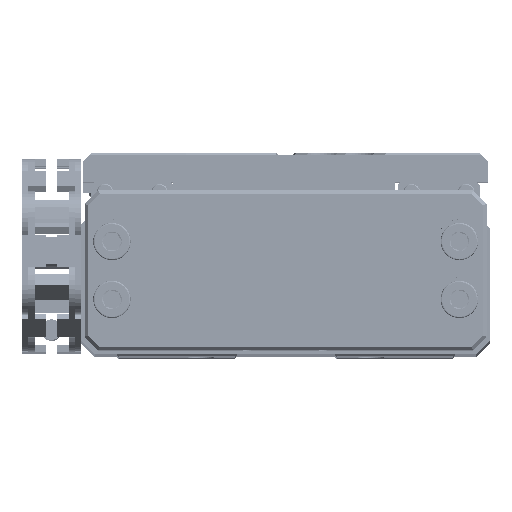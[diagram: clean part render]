
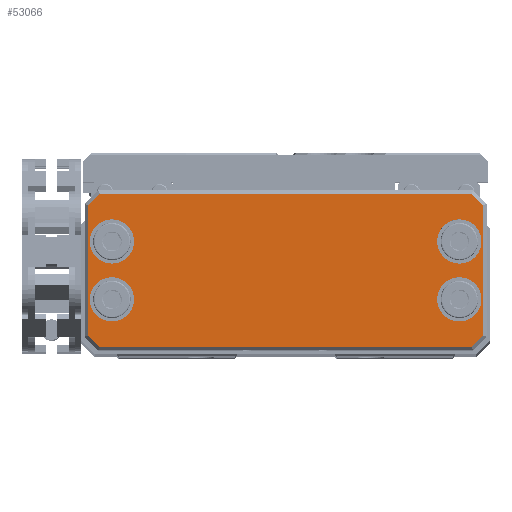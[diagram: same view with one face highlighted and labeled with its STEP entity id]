
A CAD part, top view. The second image highlights one B-rep face of the part: STEP entity #53066.
In plain terms, the highlighted planar face has unit normal (0, 0, 1).
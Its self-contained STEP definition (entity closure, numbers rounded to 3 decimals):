
#720 = CIRCLE ( 'NONE', #32279, 3.25 ) ;
#946 = ORIENTED_EDGE ( 'NONE', *, *, #23496, .F. ) ;
#1102 = DIRECTION ( 'NONE',  ( 0.707, 0.707, 0. ) ) ;
#1142 = CIRCLE ( 'NONE', #15190, 3.25 ) ;
#1274 = CARTESIAN_POINT ( 'NONE',  ( 58.5, -2.207, 11. ) ) ;
#1476 = DIRECTION ( 'NONE',  ( 0., 0., 1. ) ) ;
#1823 = DIRECTION ( 'NONE',  ( -1., 0., 0. ) ) ;
#1837 = DIRECTION ( 'NONE',  ( -0.707, 0.707, 0. ) ) ;
#1881 = VECTOR ( 'NONE', #2418, 1000. ) ;
#2119 = AXIS2_PLACEMENT_3D ( 'NONE', #40169, #35249, #43737 ) ;
#2418 = DIRECTION ( 'NONE',  ( -0.707, -0.707, 0. ) ) ;
#2755 = DIRECTION ( 'NONE',  ( 1., 0., 0. ) ) ;
#2966 = CARTESIAN_POINT ( 'NONE',  ( 0.5, -21.5, 11. ) ) ;
#3797 = EDGE_LOOP ( 'NONE', ( #23817, #15283 ) ) ;
#4613 = VERTEX_POINT ( 'NONE', #34509 ) ;
#5033 = EDGE_CURVE ( 'NONE', #24177, #9816, #18810, .T. ) ;
#5181 = VERTEX_POINT ( 'NONE', #34320 ) ;
#5413 = LINE ( 'NONE', #43544, #17584 ) ;
#5547 = DIRECTION ( 'NONE',  ( 0., 0., 1. ) ) ;
#5641 = VERTEX_POINT ( 'NONE', #50434 ) ;
#7402 = CARTESIAN_POINT ( 'NONE',  ( 4., -16., 11. ) ) ;
#7487 = EDGE_CURVE ( 'NONE', #11706, #11567, #1142, .T. ) ;
#8157 = DIRECTION ( 'NONE',  ( 1., 0., 0. ) ) ;
#8282 = VECTOR ( 'NONE', #1102, 1000. ) ;
#8421 = FACE_BOUND ( 'NONE', #18432, .T. ) ;
#9210 = LINE ( 'NONE', #16949, #40145 ) ;
#9489 = CIRCLE ( 'NONE', #12124, 3.25 ) ;
#9816 = VERTEX_POINT ( 'NONE', #38932 ) ;
#10406 = LINE ( 'NONE', #51874, #8282 ) ;
#10658 = VERTEX_POINT ( 'NONE', #49675 ) ;
#10860 = EDGE_CURVE ( 'NONE', #47884, #39322, #51050, .T. ) ;
#11165 = LINE ( 'NONE', #23267, #37442 ) ;
#11418 = CARTESIAN_POINT ( 'NONE',  ( 51.75, -16., 11. ) ) ;
#11487 = DIRECTION ( 'NONE',  ( 0., -1., 0. ) ) ;
#11567 = VERTEX_POINT ( 'NONE', #34915 ) ;
#11706 = VERTEX_POINT ( 'NONE', #37083 ) ;
#12124 = AXIS2_PLACEMENT_3D ( 'NONE', #26552, #31454, #48465 ) ;
#12309 = FACE_BOUND ( 'NONE', #53529, .T. ) ;
#12836 = DIRECTION ( 'NONE',  ( 0., 0., 1. ) ) ;
#13267 = DIRECTION ( 'NONE',  ( 0., 0., 1. ) ) ;
#13618 = DIRECTION ( 'NONE',  ( 1., 0., 0. ) ) ;
#13878 = CARTESIAN_POINT ( 'NONE',  ( 55., -7.5, 11. ) ) ;
#15190 = AXIS2_PLACEMENT_3D ( 'NONE', #13878, #34469, #13618 ) ;
#15283 = ORIENTED_EDGE ( 'NONE', *, *, #5033, .F. ) ;
#15452 = VERTEX_POINT ( 'NONE', #1274 ) ;
#16676 = AXIS2_PLACEMENT_3D ( 'NONE', #50305, #13267, #25624 ) ;
#16878 = EDGE_CURVE ( 'NONE', #48612, #15452, #23309, .T. ) ;
#16949 = CARTESIAN_POINT ( 'NONE',  ( 1.354, -22.146, 11. ) ) ;
#17584 = VECTOR ( 'NONE', #1823, 1000. ) ;
#17667 = CARTESIAN_POINT ( 'NONE',  ( 2.207, -23., 11. ) ) ;
#17731 = CARTESIAN_POINT ( 'NONE',  ( 0.5, -21.293, 11. ) ) ;
#18047 = EDGE_LOOP ( 'NONE', ( #33140, #39958, #44679, #52954, #23988, #22488, #40218, #53948 ) ) ;
#18264 = DIRECTION ( 'NONE',  ( 1., 0., 0. ) ) ;
#18432 = EDGE_LOOP ( 'NONE', ( #27244, #35608 ) ) ;
#18810 = CIRCLE ( 'NONE', #2119, 3.25 ) ;
#18910 = EDGE_CURVE ( 'NONE', #15452, #10658, #11165, .T. ) ;
#20778 = EDGE_CURVE ( 'NONE', #53369, #5181, #26471, .T. ) ;
#22077 = DIRECTION ( 'NONE',  ( 1., 0., 0. ) ) ;
#22340 = EDGE_CURVE ( 'NONE', #53882, #28145, #33935, .T. ) ;
#22488 = ORIENTED_EDGE ( 'NONE', *, *, #26643, .T. ) ;
#23267 = CARTESIAN_POINT ( 'NONE',  ( 39.896, 16.396, 11. ) ) ;
#23309 = LINE ( 'NONE', #49092, #33393 ) ;
#23496 = EDGE_CURVE ( 'NONE', #11567, #11706, #720, .T. ) ;
#23817 = ORIENTED_EDGE ( 'NONE', *, *, #50358, .F. ) ;
#23862 = LINE ( 'NONE', #2966, #35085 ) ;
#23988 = ORIENTED_EDGE ( 'NONE', *, *, #51807, .T. ) ;
#24177 = VERTEX_POINT ( 'NONE', #11418 ) ;
#24417 = VERTEX_POINT ( 'NONE', #17731 ) ;
#24663 = AXIS2_PLACEMENT_3D ( 'NONE', #47003, #5547, #34919 ) ;
#25624 = DIRECTION ( 'NONE',  ( 1., 0., 0. ) ) ;
#26471 = LINE ( 'NONE', #34151, #49042 ) ;
#26552 = CARTESIAN_POINT ( 'NONE',  ( 55., -16., 11. ) ) ;
#26643 = EDGE_CURVE ( 'NONE', #24417, #53369, #9210, .T. ) ;
#27244 = ORIENTED_EDGE ( 'NONE', *, *, #22340, .F. ) ;
#27786 = AXIS2_PLACEMENT_3D ( 'NONE', #7402, #40374, #2755 ) ;
#28145 = VERTEX_POINT ( 'NONE', #35493 ) ;
#29433 = CARTESIAN_POINT ( 'NONE',  ( 2.207, -0.5, 11. ) ) ;
#29766 = CIRCLE ( 'NONE', #34143, 3.25 ) ;
#31454 = DIRECTION ( 'NONE',  ( 0., 0., 1. ) ) ;
#32279 = AXIS2_PLACEMENT_3D ( 'NONE', #46375, #49953, #41465 ) ;
#33140 = ORIENTED_EDGE ( 'NONE', *, *, #16878, .T. ) ;
#33393 = VECTOR ( 'NONE', #40036, 1000. ) ;
#33470 = ORIENTED_EDGE ( 'NONE', *, *, #38326, .F. ) ;
#33881 = EDGE_LOOP ( 'NONE', ( #37479, #33470 ) ) ;
#33935 = CIRCLE ( 'NONE', #27786, 3.25 ) ;
#34143 = AXIS2_PLACEMENT_3D ( 'NONE', #39094, #1476, #18264 ) ;
#34151 = CARTESIAN_POINT ( 'NONE',  ( 57., -23., 11. ) ) ;
#34320 = CARTESIAN_POINT ( 'NONE',  ( 56.793, -23., 11. ) ) ;
#34438 = EDGE_CURVE ( 'NONE', #28145, #53882, #40331, .T. ) ;
#34469 = DIRECTION ( 'NONE',  ( 0., 0., 1. ) ) ;
#34509 = CARTESIAN_POINT ( 'NONE',  ( 7.25, -7.5, 11. ) ) ;
#34783 = EDGE_CURVE ( 'NONE', #10658, #47884, #5413, .T. ) ;
#34915 = CARTESIAN_POINT ( 'NONE',  ( 51.75, -7.5, 11. ) ) ;
#34919 = DIRECTION ( 'NONE',  ( 1., 0., 0. ) ) ;
#35085 = VECTOR ( 'NONE', #11487, 1000. ) ;
#35249 = DIRECTION ( 'NONE',  ( 0., 0., 1. ) ) ;
#35493 = CARTESIAN_POINT ( 'NONE',  ( 0.75, -16., 11. ) ) ;
#35509 = EDGE_CURVE ( 'NONE', #4613, #5641, #43917, .T. ) ;
#35608 = ORIENTED_EDGE ( 'NONE', *, *, #34438, .F. ) ;
#36210 = CARTESIAN_POINT ( 'NONE',  ( -10.396, -13.104, 11. ) ) ;
#37038 = ORIENTED_EDGE ( 'NONE', *, *, #7487, .F. ) ;
#37083 = CARTESIAN_POINT ( 'NONE',  ( 58.25, -7.5, 11. ) ) ;
#37442 = VECTOR ( 'NONE', #1837, 1000. ) ;
#37479 = ORIENTED_EDGE ( 'NONE', *, *, #35509, .F. ) ;
#38159 = CARTESIAN_POINT ( 'NONE',  ( 7.25, -16., 11. ) ) ;
#38326 = EDGE_CURVE ( 'NONE', #5641, #4613, #29766, .T. ) ;
#38932 = CARTESIAN_POINT ( 'NONE',  ( 58.25, -16., 11. ) ) ;
#39094 = CARTESIAN_POINT ( 'NONE',  ( 4., -7.5, 11. ) ) ;
#39322 = VERTEX_POINT ( 'NONE', #42177 ) ;
#39958 = ORIENTED_EDGE ( 'NONE', *, *, #18910, .T. ) ;
#40036 = DIRECTION ( 'NONE',  ( 0., 1., 0. ) ) ;
#40145 = VECTOR ( 'NONE', #42691, 1000. ) ;
#40169 = CARTESIAN_POINT ( 'NONE',  ( 55., -16., 11. ) ) ;
#40218 = ORIENTED_EDGE ( 'NONE', *, *, #20778, .T. ) ;
#40331 = CIRCLE ( 'NONE', #16676, 3.25 ) ;
#40374 = DIRECTION ( 'NONE',  ( 0., 0., 1. ) ) ;
#41465 = DIRECTION ( 'NONE',  ( 1., 0., 0. ) ) ;
#41934 = CARTESIAN_POINT ( 'NONE',  ( 0., -23.5, 11. ) ) ;
#42177 = CARTESIAN_POINT ( 'NONE',  ( 0.5, -2.207, 11. ) ) ;
#42691 = DIRECTION ( 'NONE',  ( 0.707, -0.707, 0. ) ) ;
#43544 = CARTESIAN_POINT ( 'NONE',  ( 2., -0.5, 11. ) ) ;
#43737 = DIRECTION ( 'NONE',  ( 1., 0., 0. ) ) ;
#43917 = CIRCLE ( 'NONE', #24663, 3.25 ) ;
#44679 = ORIENTED_EDGE ( 'NONE', *, *, #34783, .T. ) ;
#44730 = CARTESIAN_POINT ( 'NONE',  ( 58.5, -21.293, 11. ) ) ;
#45787 = PLANE ( 'NONE',  #45788 ) ;
#45788 = AXIS2_PLACEMENT_3D ( 'NONE', #41934, #12836, #8157 ) ;
#46310 = FACE_OUTER_BOUND ( 'NONE', #18047, .T. ) ;
#46375 = CARTESIAN_POINT ( 'NONE',  ( 55., -7.5, 11. ) ) ;
#46471 = EDGE_CURVE ( 'NONE', #5181, #48612, #10406, .T. ) ;
#47003 = CARTESIAN_POINT ( 'NONE',  ( 4., -7.5, 11. ) ) ;
#47884 = VERTEX_POINT ( 'NONE', #29433 ) ;
#48465 = DIRECTION ( 'NONE',  ( 1., 0., 0. ) ) ;
#48612 = VERTEX_POINT ( 'NONE', #44730 ) ;
#49042 = VECTOR ( 'NONE', #22077, 1000. ) ;
#49092 = CARTESIAN_POINT ( 'NONE',  ( 58.5, -2., 11. ) ) ;
#49675 = CARTESIAN_POINT ( 'NONE',  ( 56.793, -0.5, 11. ) ) ;
#49875 = FACE_BOUND ( 'NONE', #3797, .T. ) ;
#49953 = DIRECTION ( 'NONE',  ( 0., 0., 1. ) ) ;
#50305 = CARTESIAN_POINT ( 'NONE',  ( 4., -16., 11. ) ) ;
#50358 = EDGE_CURVE ( 'NONE', #9816, #24177, #9489, .T. ) ;
#50428 = FACE_BOUND ( 'NONE', #33881, .T. ) ;
#50434 = CARTESIAN_POINT ( 'NONE',  ( 0.75, -7.5, 11. ) ) ;
#51050 = LINE ( 'NONE', #36210, #1881 ) ;
#51807 = EDGE_CURVE ( 'NONE', #39322, #24417, #23862, .T. ) ;
#51874 = CARTESIAN_POINT ( 'NONE',  ( 28.146, -51.646, 11. ) ) ;
#52954 = ORIENTED_EDGE ( 'NONE', *, *, #10860, .T. ) ;
#53066 = ADVANCED_FACE ( 'NONE', ( #46310, #50428, #8421, #49875, #12309 ), #45787, .T. ) ;
#53369 = VERTEX_POINT ( 'NONE', #17667 ) ;
#53529 = EDGE_LOOP ( 'NONE', ( #37038, #946 ) ) ;
#53882 = VERTEX_POINT ( 'NONE', #38159 ) ;
#53948 = ORIENTED_EDGE ( 'NONE', *, *, #46471, .T. ) ;
